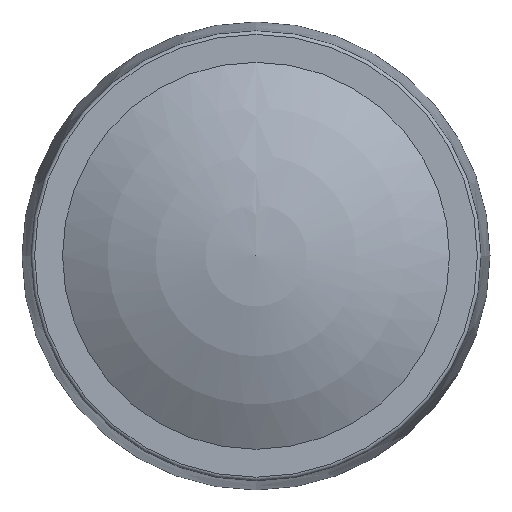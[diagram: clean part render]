
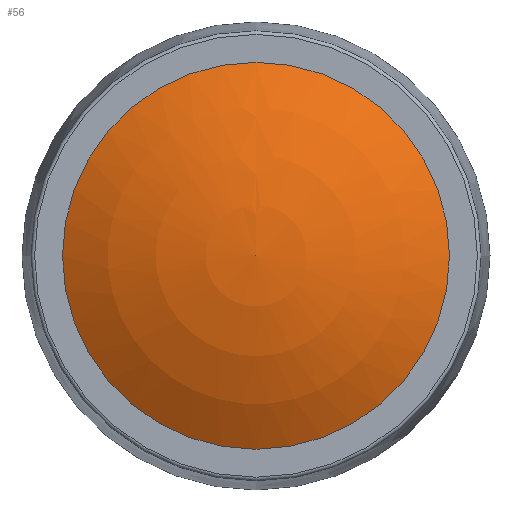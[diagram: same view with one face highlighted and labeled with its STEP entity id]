
A CAD part, top view. The second image highlights one B-rep face of the part: STEP entity #56.
In plain terms, the highlighted spherical face has radius 20.76 mm.
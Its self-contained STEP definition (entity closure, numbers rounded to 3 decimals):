
#56 = ADVANCED_FACE( '', ( #119 ), #120, .T. );
#119 = FACE_OUTER_BOUND( '', #181, .T. );
#120 = SPHERICAL_SURFACE( '', #182, 20.76 );
#181 = EDGE_LOOP( '', ( #255 ) );
#182 = AXIS2_PLACEMENT_3D( '', #256, #257, #258 );
#255 = ORIENTED_EDGE( '', *, *, #302, .T. );
#256 = CARTESIAN_POINT( '', ( 0., 0., -5.76 ) );
#257 = DIRECTION( '', ( 0., 0., 1. ) );
#258 = DIRECTION( '', ( 0., 1., 0. ) );
#302 = EDGE_CURVE( '', #339, #339, #340, .T. );
#339 = VERTEX_POINT( '', #379 );
#340 = CIRCLE( '', #380, 10.75 );
#379 = CARTESIAN_POINT( '', ( 10.75, 0., 12. ) );
#380 = AXIS2_PLACEMENT_3D( '', #421, #422, #423 );
#421 = CARTESIAN_POINT( '', ( 0., 0., 12. ) );
#422 = DIRECTION( '', ( 0., 0., 1. ) );
#423 = DIRECTION( '', ( 1., 0., 0. ) );
